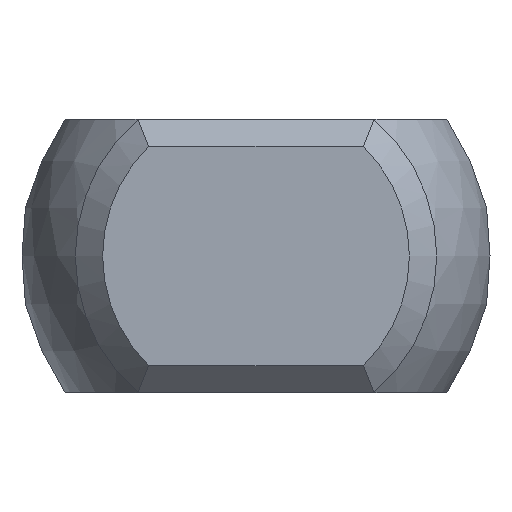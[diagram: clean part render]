
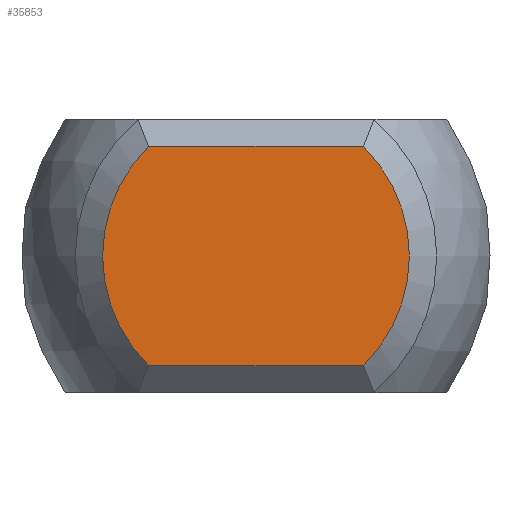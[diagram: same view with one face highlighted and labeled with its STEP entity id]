
A CAD part, left-side view. The second image highlights one B-rep face of the part: STEP entity #35853.
In plain terms, the highlighted planar face has unit normal (-1, 0, 0).
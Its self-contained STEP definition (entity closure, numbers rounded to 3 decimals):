
#34256 = PLANE('',#34257);
#34257 = AXIS2_PLACEMENT_3D('',#34258,#34259,#34260);
#34258 = CARTESIAN_POINT('',(-24.75,3.125,2.25));
#34259 = DIRECTION('',(-0.707,0.,0.707));
#34260 = DIRECTION('',(0.707,0.,0.707));
#35497 = EDGE_CURVE('',#35498,#35500,#35502,.T.);
#35498 = VERTEX_POINT('',#35499);
#35499 = CARTESIAN_POINT('',(-25.,-1.96,-2.));
#35500 = VERTEX_POINT('',#35501);
#35501 = CARTESIAN_POINT('',(-25.,1.96,-2.));
#35502 = SURFACE_CURVE('',#35503,(#35507,#35519),.PCURVE_S1.);
#35503 = LINE('',#35504,#35505);
#35504 = CARTESIAN_POINT('',(-25.,-3.125,-2.));
#35505 = VECTOR('',#35506,1.);
#35506 = DIRECTION('',(0.,1.,0.));
#35507 = PCURVE('',#35508,#35513);
#35508 = PLANE('',#35509);
#35509 = AXIS2_PLACEMENT_3D('',#35510,#35511,#35512);
#35510 = CARTESIAN_POINT('',(-24.75,-3.125,-2.25));
#35511 = DIRECTION('',(-0.707,0.,
    -0.707));
#35512 = DIRECTION('',(-0.707,0.,0.707));
#35513 = DEFINITIONAL_REPRESENTATION('',(#35514),#35518);
#35514 = LINE('',#35515,#35516);
#35515 = CARTESIAN_POINT('',(0.354,0.));
#35516 = VECTOR('',#35517,1.);
#35517 = DIRECTION('',(0.,1.));
#35518 = ( GEOMETRIC_REPRESENTATION_CONTEXT(2) 
PARAMETRIC_REPRESENTATION_CONTEXT() REPRESENTATION_CONTEXT('2D SPACE',''
  ) );
#35519 = PCURVE('',#35520,#35525);
#35520 = PLANE('',#35521);
#35521 = AXIS2_PLACEMENT_3D('',#35522,#35523,#35524);
#35522 = CARTESIAN_POINT('',(-25.,0.,0.));
#35523 = DIRECTION('',(1.,0.,0.));
#35524 = DIRECTION('',(0.,0.,-1.));
#35525 = DEFINITIONAL_REPRESENTATION('',(#35526),#35530);
#35526 = LINE('',#35527,#35528);
#35527 = CARTESIAN_POINT('',(2.,-3.125));
#35528 = VECTOR('',#35529,1.);
#35529 = DIRECTION('',(0.,1.));
#35530 = ( GEOMETRIC_REPRESENTATION_CONTEXT(2) 
PARAMETRIC_REPRESENTATION_CONTEXT() REPRESENTATION_CONTEXT('2D SPACE',''
  ) );
#35550 = CONICAL_SURFACE('',#35551,3.05,0.785);
#35551 = AXIS2_PLACEMENT_3D('',#35552,#35553,#35554);
#35552 = CARTESIAN_POINT('',(-24.75,0.,0.));
#35553 = DIRECTION('',(1.,0.,0.));
#35554 = DIRECTION('',(-0.,1.,0.));
#35600 = CONICAL_SURFACE('',#35601,3.05,0.785);
#35601 = AXIS2_PLACEMENT_3D('',#35602,#35603,#35604);
#35602 = CARTESIAN_POINT('',(-24.75,0.,0.));
#35603 = DIRECTION('',(1.,0.,0.));
#35604 = DIRECTION('',(0.,-1.,0.));
#35614 = EDGE_CURVE('',#35615,#35617,#35619,.T.);
#35615 = VERTEX_POINT('',#35616);
#35616 = CARTESIAN_POINT('',(-25.,1.96,2.));
#35617 = VERTEX_POINT('',#35618);
#35618 = CARTESIAN_POINT('',(-25.,-1.96,2.));
#35619 = SURFACE_CURVE('',#35620,(#35624,#35631),.PCURVE_S1.);
#35620 = LINE('',#35621,#35622);
#35621 = CARTESIAN_POINT('',(-25.,3.125,2.));
#35622 = VECTOR('',#35623,1.);
#35623 = DIRECTION('',(0.,-1.,0.));
#35624 = PCURVE('',#34256,#35625);
#35625 = DEFINITIONAL_REPRESENTATION('',(#35626),#35630);
#35626 = LINE('',#35627,#35628);
#35627 = CARTESIAN_POINT('',(-0.354,0.));
#35628 = VECTOR('',#35629,1.);
#35629 = DIRECTION('',(0.,-1.));
#35630 = ( GEOMETRIC_REPRESENTATION_CONTEXT(2) 
PARAMETRIC_REPRESENTATION_CONTEXT() REPRESENTATION_CONTEXT('2D SPACE',''
  ) );
#35631 = PCURVE('',#35520,#35632);
#35632 = DEFINITIONAL_REPRESENTATION('',(#35633),#35637);
#35633 = LINE('',#35634,#35635);
#35634 = CARTESIAN_POINT('',(-2.,3.125));
#35635 = VECTOR('',#35636,1.);
#35636 = DIRECTION('',(0.,-1.));
#35637 = ( GEOMETRIC_REPRESENTATION_CONTEXT(2) 
PARAMETRIC_REPRESENTATION_CONTEXT() REPRESENTATION_CONTEXT('2D SPACE',''
  ) );
#35710 = EDGE_CURVE('',#35617,#35498,#35711,.T.);
#35711 = SURFACE_CURVE('',#35712,(#35717,#35724),.PCURVE_S1.);
#35712 = CIRCLE('',#35713,2.8);
#35713 = AXIS2_PLACEMENT_3D('',#35714,#35715,#35716);
#35714 = CARTESIAN_POINT('',(-25.,0.,0.));
#35715 = DIRECTION('',(1.,0.,0.));
#35716 = DIRECTION('',(0.,-1.,0.));
#35717 = PCURVE('',#35600,#35718);
#35718 = DEFINITIONAL_REPRESENTATION('',(#35719),#35723);
#35719 = LINE('',#35720,#35721);
#35720 = CARTESIAN_POINT('',(-6.283,-0.25));
#35721 = VECTOR('',#35722,1.);
#35722 = DIRECTION('',(1.,0.));
#35723 = ( GEOMETRIC_REPRESENTATION_CONTEXT(2) 
PARAMETRIC_REPRESENTATION_CONTEXT() REPRESENTATION_CONTEXT('2D SPACE',''
  ) );
#35724 = PCURVE('',#35520,#35725);
#35725 = DEFINITIONAL_REPRESENTATION('',(#35726),#35730);
#35726 = CIRCLE('',#35727,2.8);
#35727 = AXIS2_PLACEMENT_2D('',#35728,#35729);
#35728 = CARTESIAN_POINT('',(0.,0.));
#35729 = DIRECTION('',(0.,-1.));
#35730 = ( GEOMETRIC_REPRESENTATION_CONTEXT(2) 
PARAMETRIC_REPRESENTATION_CONTEXT() REPRESENTATION_CONTEXT('2D SPACE',''
  ) );
#35736 = EDGE_CURVE('',#35500,#35615,#35737,.T.);
#35737 = SURFACE_CURVE('',#35738,(#35743,#35750),.PCURVE_S1.);
#35738 = CIRCLE('',#35739,2.8);
#35739 = AXIS2_PLACEMENT_3D('',#35740,#35741,#35742);
#35740 = CARTESIAN_POINT('',(-25.,0.,0.));
#35741 = DIRECTION('',(1.,0.,0.));
#35742 = DIRECTION('',(-0.,1.,0.));
#35743 = PCURVE('',#35550,#35744);
#35744 = DEFINITIONAL_REPRESENTATION('',(#35745),#35749);
#35745 = LINE('',#35746,#35747);
#35746 = CARTESIAN_POINT('',(0.,-0.25));
#35747 = VECTOR('',#35748,1.);
#35748 = DIRECTION('',(1.,0.));
#35749 = ( GEOMETRIC_REPRESENTATION_CONTEXT(2) 
PARAMETRIC_REPRESENTATION_CONTEXT() REPRESENTATION_CONTEXT('2D SPACE',''
  ) );
#35750 = PCURVE('',#35520,#35751);
#35751 = DEFINITIONAL_REPRESENTATION('',(#35752),#35756);
#35752 = CIRCLE('',#35753,2.8);
#35753 = AXIS2_PLACEMENT_2D('',#35754,#35755);
#35754 = CARTESIAN_POINT('',(0.,0.));
#35755 = DIRECTION('',(0.,1.));
#35756 = ( GEOMETRIC_REPRESENTATION_CONTEXT(2) 
PARAMETRIC_REPRESENTATION_CONTEXT() REPRESENTATION_CONTEXT('2D SPACE',''
  ) );
#35853 = ADVANCED_FACE('',(#35854),#35520,.F.);
#35854 = FACE_BOUND('',#35855,.T.);
#35855 = EDGE_LOOP('',(#35856,#35857,#35858,#35859));
#35856 = ORIENTED_EDGE('',*,*,#35614,.F.);
#35857 = ORIENTED_EDGE('',*,*,#35736,.F.);
#35858 = ORIENTED_EDGE('',*,*,#35497,.F.);
#35859 = ORIENTED_EDGE('',*,*,#35710,.F.);
